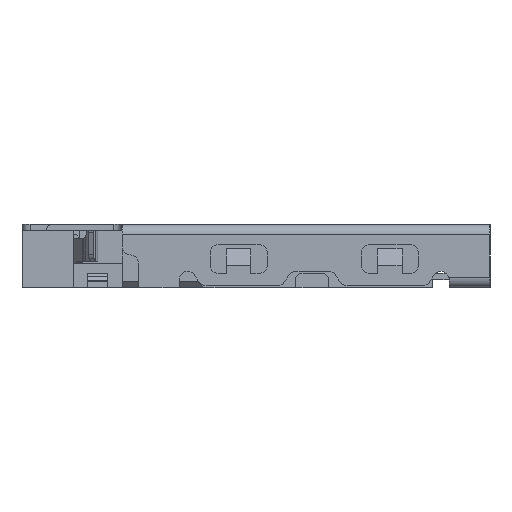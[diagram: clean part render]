
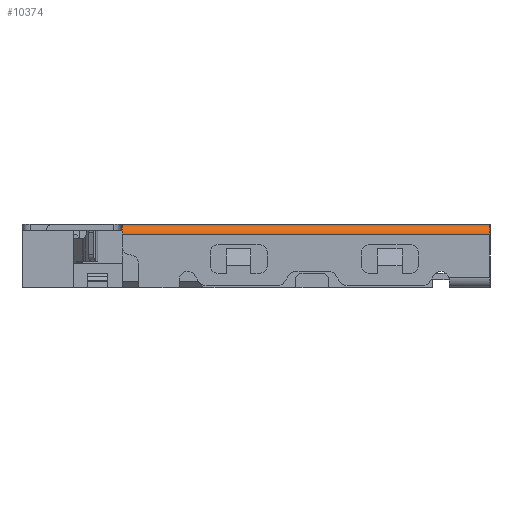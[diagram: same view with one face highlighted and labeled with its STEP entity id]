
A CAD part, left-side view. The second image highlights one B-rep face of the part: STEP entity #10374.
In plain terms, the highlighted cylindrical face has radius 0.25 mm (diameter 0.5 mm), a partial arc.
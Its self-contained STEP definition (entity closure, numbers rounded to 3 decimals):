
#2121 = VERTEX_POINT('',#2122);
#2122 = CARTESIAN_POINT('',(-5.955,7.705,1.3));
#2128 = EDGE_CURVE('',#2121,#2129,#2131,.T.);
#2129 = VERTEX_POINT('',#2130);
#2130 = CARTESIAN_POINT('',(-5.705,7.705,1.55));
#2131 = CIRCLE('',#2132,0.25);
#2132 = AXIS2_PLACEMENT_3D('',#2133,#2134,#2135);
#2133 = CARTESIAN_POINT('',(-5.705,7.705,1.3));
#2134 = DIRECTION('',(0.,1.,0.));
#2135 = DIRECTION('',(1.,0.,0.));
#5328 = EDGE_CURVE('',#5329,#2129,#5331,.T.);
#5329 = VERTEX_POINT('',#5330);
#5330 = CARTESIAN_POINT('',(-5.705,-1.295,1.55));
#5331 = LINE('',#5332,#5333);
#5332 = CARTESIAN_POINT('',(-5.705,6.855,1.55));
#5333 = VECTOR('',#5334,1.);
#5334 = DIRECTION('',(0.,1.,0.));
#10266 = EDGE_CURVE('',#10267,#2121,#10269,.T.);
#10267 = VERTEX_POINT('',#10268);
#10268 = CARTESIAN_POINT('',(-5.955,-1.295,1.3));
#10269 = LINE('',#10270,#10271);
#10270 = CARTESIAN_POINT('',(-5.955,6.855,1.3));
#10271 = VECTOR('',#10272,1.);
#10272 = DIRECTION('',(0.,1.,0.));
#10374 = ADVANCED_FACE('',(#10375),#10387,.T.);
#10375 = FACE_BOUND('',#10376,.T.);
#10376 = EDGE_LOOP('',(#10377,#10378,#10385,#10386));
#10377 = ORIENTED_EDGE('',*,*,#10266,.F.);
#10378 = ORIENTED_EDGE('',*,*,#10379,.T.);
#10379 = EDGE_CURVE('',#10267,#5329,#10380,.T.);
#10380 = CIRCLE('',#10381,0.25);
#10381 = AXIS2_PLACEMENT_3D('',#10382,#10383,#10384);
#10382 = CARTESIAN_POINT('',(-5.705,-1.295,1.3));
#10383 = DIRECTION('',(0.,1.,0.));
#10384 = DIRECTION('',(1.,0.,0.));
#10385 = ORIENTED_EDGE('',*,*,#5328,.T.);
#10386 = ORIENTED_EDGE('',*,*,#2128,.F.);
#10387 = CYLINDRICAL_SURFACE('',#10388,0.25);
#10388 = AXIS2_PLACEMENT_3D('',#10389,#10390,#10391);
#10389 = CARTESIAN_POINT('',(-5.705,6.855,1.3));
#10390 = DIRECTION('',(0.,1.,0.));
#10391 = DIRECTION('',(1.,0.,0.));
